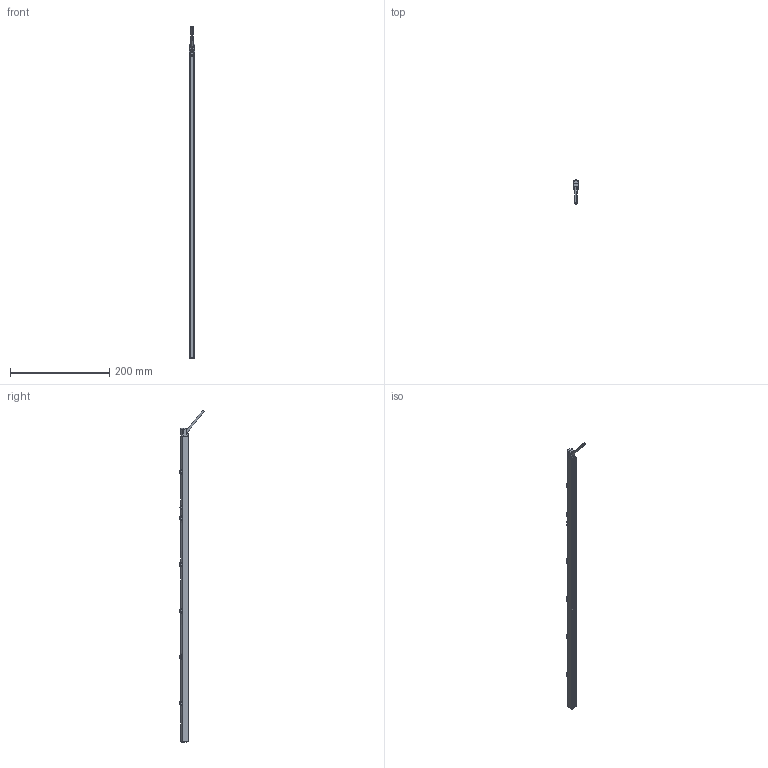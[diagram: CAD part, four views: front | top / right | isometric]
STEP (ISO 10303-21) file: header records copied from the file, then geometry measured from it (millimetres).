
FILE_DESCRIPTION((''),'2;1');
FILE_NAME('217568_SM01_ASM','2025-06-10T11:31:22',('banengservice'),('BANNER ENGINEERING'),'CREO PARAMETRIC BY PTC INC, 2022414','CREO PARAMETRIC BY PTC INC, 2022414','');
FILE_SCHEMA(('CONFIG_CONTROL_DESIGN'));
Length unit declared in the file: millimetre
Products named in the file (2): 217568_EP01; 217568_SM01_ASM
Assembly tree (1 placements, depth 2):
  217568_SM01_ASM
    217568_EP01
Bounding box: 12 x 49.53 x 667.53 mm (x, y, z)
Volume: 102029.4 mm3; surface area: 47212.7 mm2
Topology: 1 solids, 1 shells, 1278 faces, 3442 edges, 2109 vertices
Faces by surface type: bspline 496, plane 359, cylinder 248, cone 83, sphere 30, torus 24, revolution 24, extrusion 14
Entity records: 86840 total; most frequent: CARTESIAN_POINT 59648, ORIENTED_EDGE 6832, DIRECTION 4024, EDGE_CURVE 3416, VERTEX_POINT 2109, B_SPLINE_CURVE_WITH_KNOTS 1673, AXIS2_PLACEMENT_3D 1458, EDGE_LOOP 1319
